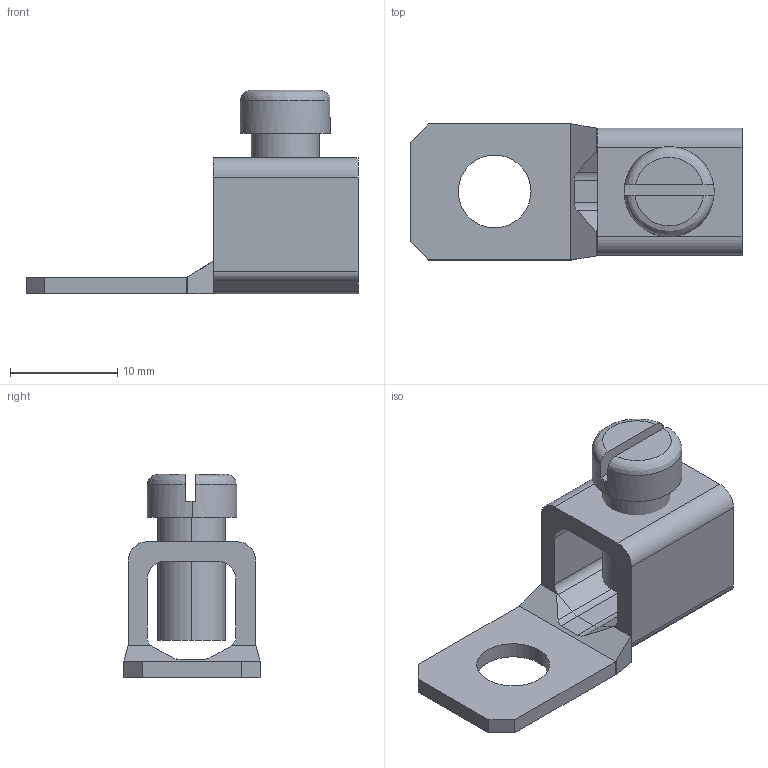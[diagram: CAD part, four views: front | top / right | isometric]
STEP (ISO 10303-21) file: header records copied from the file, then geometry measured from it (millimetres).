
FILE_DESCRIPTION (( 'STEP AP214' ), '1' );
FILE_NAME ('User Library-CXS70-14-C.STEP', '2021-08-22T15:28:33', ( '' ), ( '' ), 'SwSTEP 2.0', 'SolidWorks 2021', '' );
FILE_SCHEMA (( 'AUTOMOTIVE_DESIGN' ));
Length unit declared in the file: millimetre
Products named in the file (7): Cylinder002; Cut005; Cut006; Cut; User Library-CXS70-14-C; Cut001; Chamfer003
Assembly tree (6 placements, depth 2):
  User Library-CXS70-14-C
    Cut005
    Chamfer003
    Cylinder002
    Cut001
    Cut
    Cut006
Bounding box: 31 x 12.7 x 19 mm (x, y, z)
Volume: 2867.9 mm3; surface area: 3428.4 mm2
Topology: 6 solids, 6 shells, 93 faces, 243 edges, 162 vertices
Faces by surface type: plane 57, cylinder 34, bspline 2
Entity records: 3350 total; most frequent: CARTESIAN_POINT 585, DIRECTION 501, ORIENTED_EDGE 486, EDGE_CURVE 243, AXIS2_PLACEMENT_3D 168, LINE 165, VECTOR 165, VERTEX_POINT 162
